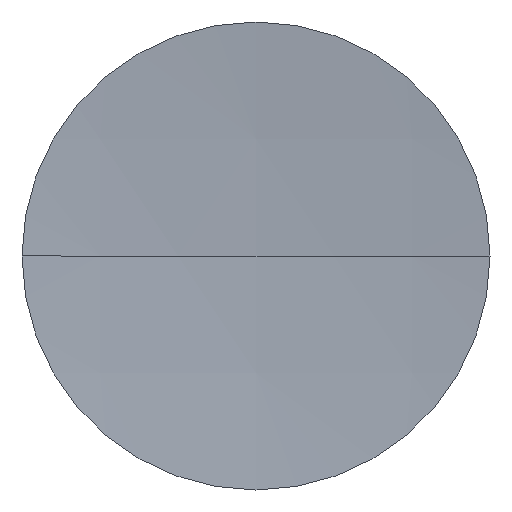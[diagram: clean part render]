
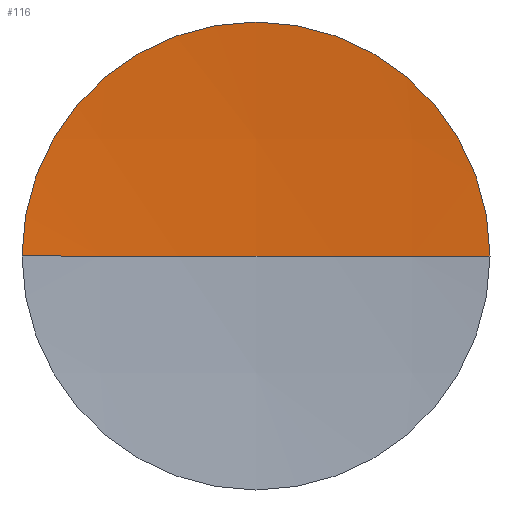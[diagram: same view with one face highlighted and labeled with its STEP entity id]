
A CAD part, left-side view. The second image highlights one B-rep face of the part: STEP entity #116.
In plain terms, the highlighted spherical face has radius 140.8 mm.
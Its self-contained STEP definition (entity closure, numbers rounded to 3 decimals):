
#6 = AXIS2_PLACEMENT_3D ( 'NONE', #147, #131, #113 ) ;
#15 = ORIENTED_EDGE ( 'NONE', *, *, #49, .T. ) ;
#35 = DIRECTION ( 'NONE',  ( 0., 1., 0. ) ) ;
#38 = AXIS2_PLACEMENT_3D ( 'NONE', #68, #96, #80 ) ;
#39 = DIRECTION ( 'NONE',  ( 1., 0., 0. ) ) ;
#48 = EDGE_CURVE ( 'NONE', #159, #64, #164, .T. ) ;
#49 = EDGE_CURVE ( 'NONE', #159, #122, #79, .T. ) ;
#50 = FACE_OUTER_BOUND ( 'NONE', #150, .T. ) ;
#64 = VERTEX_POINT ( 'NONE', #85 ) ;
#68 = CARTESIAN_POINT ( 'NONE',  ( -45.71, 52.178, 0. ) ) ;
#73 = CIRCLE ( 'NONE', #6, 12.7 ) ;
#79 = CIRCLE ( 'NONE', #169, 140.8 ) ;
#80 = DIRECTION ( 'NONE',  ( 0., 1., 0. ) ) ;
#83 = CARTESIAN_POINT ( 'NONE',  ( -45.71, 52.178, 0. ) ) ;
#85 = CARTESIAN_POINT ( 'NONE',  ( 94.517, 64.878, 0. ) ) ;
#93 = ORIENTED_EDGE ( 'NONE', *, *, #154, .T. ) ;
#95 = CARTESIAN_POINT ( 'NONE',  ( 94.517, 39.478, 0. ) ) ;
#96 = DIRECTION ( 'NONE',  ( 0., 0., -1. ) ) ;
#112 = CARTESIAN_POINT ( 'NONE',  ( 95.09, 52.178, 0. ) ) ;
#113 = DIRECTION ( 'NONE',  ( 0., -1., 0. ) ) ;
#116 = ADVANCED_FACE ( 'NONE', ( #50 ), #186, .F. ) ;
#122 = VERTEX_POINT ( 'NONE', #95 ) ;
#131 = DIRECTION ( 'NONE',  ( -1., 0., 0. ) ) ;
#135 = AXIS2_PLACEMENT_3D ( 'NONE', #145, #149, #39 ) ;
#145 = CARTESIAN_POINT ( 'NONE',  ( -45.71, 52.178, 0. ) ) ;
#147 = CARTESIAN_POINT ( 'NONE',  ( 94.517, 52.178, 0. ) ) ;
#149 = DIRECTION ( 'NONE',  ( 0., 0., 1. ) ) ;
#150 = EDGE_LOOP ( 'NONE', ( #180, #15, #93 ) ) ;
#154 = EDGE_CURVE ( 'NONE', #122, #64, #73, .T. ) ;
#159 = VERTEX_POINT ( 'NONE', #112 ) ;
#164 = CIRCLE ( 'NONE', #135, 140.8 ) ;
#169 = AXIS2_PLACEMENT_3D ( 'NONE', #83, #179, #35 ) ;
#179 = DIRECTION ( 'NONE',  ( 0., 0., -1. ) ) ;
#180 = ORIENTED_EDGE ( 'NONE', *, *, #48, .F. ) ;
#186 = SPHERICAL_SURFACE ( 'NONE', #38, 140.8 ) ;
